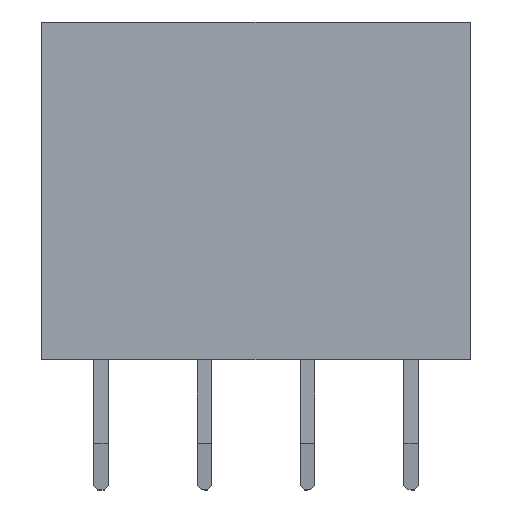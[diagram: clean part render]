
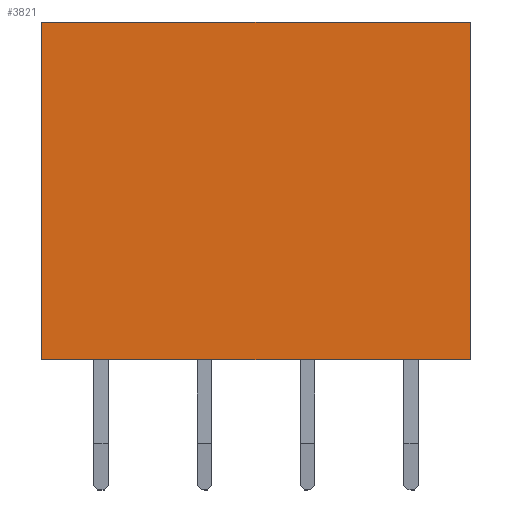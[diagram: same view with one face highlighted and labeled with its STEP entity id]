
A CAD part, top view. The second image highlights one B-rep face of the part: STEP entity #3821.
In plain terms, the highlighted face is planar.
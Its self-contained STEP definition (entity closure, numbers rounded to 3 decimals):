
#114 = VERTEX_POINT ( 'NONE', #5081 ) ;
#134 = ORIENTED_EDGE ( 'NONE', *, *, #1534, .T. ) ;
#360 = ORIENTED_EDGE ( 'NONE', *, *, #1980, .F. ) ;
#488 = CARTESIAN_POINT ( 'NONE',  ( -8.71, -1.2, 7.5 ) ) ;
#524 = DIRECTION ( 'NONE',  ( -1., 0., 0. ) ) ;
#889 = DIRECTION ( 'NONE',  ( 0., 0., 1. ) ) ;
#913 = LINE ( 'NONE', #1417, #4979 ) ;
#952 = CARTESIAN_POINT ( 'NONE',  ( -8.71, -1.2, 7.5 ) ) ;
#1417 = CARTESIAN_POINT ( 'NONE',  ( -19.23, -1.2, 7.5 ) ) ;
#1534 = EDGE_CURVE ( 'NONE', #2130, #114, #913, .T. ) ;
#1980 = EDGE_CURVE ( 'NONE', #2130, #2228, #2506, .T. ) ;
#2130 = VERTEX_POINT ( 'NONE', #2179 ) ;
#2179 = CARTESIAN_POINT ( 'NONE',  ( -19.23, -1.2, 7.5 ) ) ;
#2228 = VERTEX_POINT ( 'NONE', #952 ) ;
#2235 = DIRECTION ( 'NONE',  ( 0., 0., -1. ) ) ;
#2250 = VERTEX_POINT ( 'NONE', #4078 ) ;
#2506 = LINE ( 'NONE', #5260, #5677 ) ;
#2523 = EDGE_LOOP ( 'NONE', ( #4012, #2776, #360, #134 ) ) ;
#2719 = VECTOR ( 'NONE', #524, 1000. ) ;
#2776 = ORIENTED_EDGE ( 'NONE', *, *, #3969, .F. ) ;
#2952 = AXIS2_PLACEMENT_3D ( 'NONE', #5750, #3532, #889 ) ;
#3262 = FACE_OUTER_BOUND ( 'NONE', #2523, .T. ) ;
#3532 = DIRECTION ( 'NONE',  ( 0., 1., 0. ) ) ;
#3692 = VECTOR ( 'NONE', #4954, 1000. ) ;
#3821 = ADVANCED_FACE ( 'NONE', ( #3262 ), #5771, .F. ) ;
#3969 = EDGE_CURVE ( 'NONE', #2228, #2250, #4798, .T. ) ;
#4012 = ORIENTED_EDGE ( 'NONE', *, *, #5513, .F. ) ;
#4062 = LINE ( 'NONE', #4532, #2719 ) ;
#4078 = CARTESIAN_POINT ( 'NONE',  ( -8.71, -1.2, -0.8 ) ) ;
#4532 = CARTESIAN_POINT ( 'NONE',  ( -1.27, -1.2, -0.8 ) ) ;
#4798 = LINE ( 'NONE', #488, #3692 ) ;
#4830 = DIRECTION ( 'NONE',  ( 1., 0., 0. ) ) ;
#4954 = DIRECTION ( 'NONE',  ( 0., 0., -1. ) ) ;
#4979 = VECTOR ( 'NONE', #2235, 1000. ) ;
#5081 = CARTESIAN_POINT ( 'NONE',  ( -19.23, -1.2, -0.8 ) ) ;
#5260 = CARTESIAN_POINT ( 'NONE',  ( 0., -1.2, 7.5 ) ) ;
#5513 = EDGE_CURVE ( 'NONE', #2250, #114, #4062, .T. ) ;
#5677 = VECTOR ( 'NONE', #4830, 1000. ) ;
#5750 = CARTESIAN_POINT ( 'NONE',  ( -1.27, -1.2, 6.7 ) ) ;
#5771 = PLANE ( 'NONE',  #2952 ) ;
